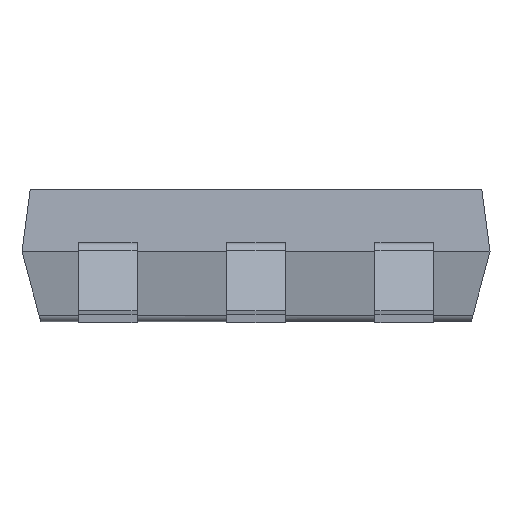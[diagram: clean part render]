
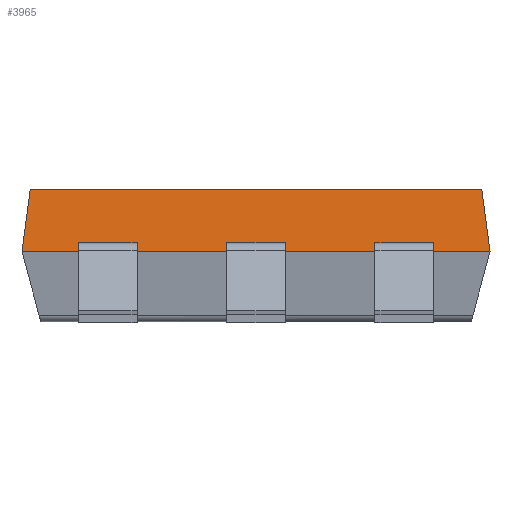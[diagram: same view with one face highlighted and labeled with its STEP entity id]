
A CAD part, front view. The second image highlights one B-rep face of the part: STEP entity #3965.
In plain terms, the highlighted planar face has unit normal (0, -0.996, 0.087).
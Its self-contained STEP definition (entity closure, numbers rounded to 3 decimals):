
#983 = VERTEX_POINT('',#984);
#984 = CARTESIAN_POINT('',(-1.447,-0.778,0.899));
#992 = EDGE_CURVE('',#993,#983,#995,.T.);
#993 = VERTEX_POINT('',#994);
#994 = CARTESIAN_POINT('',(1.447,-0.778,0.899));
#995 = LINE('',#996,#997);
#996 = CARTESIAN_POINT('',(-1.5,-0.778,0.899));
#997 = VECTOR('',#998,1.);
#998 = DIRECTION('',(-1.,0.,0.));
#3945 = EDGE_CURVE('',#983,#3946,#3948,.T.);
#3946 = VERTEX_POINT('',#3947);
#3947 = CARTESIAN_POINT('',(-1.5,-0.813,0.499));
#3948 = LINE('',#3949,#3950);
#3949 = CARTESIAN_POINT('',(-1.447,-0.778,0.899));
#3950 = VECTOR('',#3951,1.);
#3951 = DIRECTION('',(-0.13,-0.086,
    -0.988));
#3965 = ADVANCED_FACE('',(#3966),#4080,.F.);
#3966 = FACE_BOUND('',#3967,.T.);
#3967 = EDGE_LOOP('',(#3968,#3978,#3986,#3994,#4002,#4010,#4018,#4026,
    #4034,#4042,#4050,#4058,#4064,#4065,#4066,#4074));
#3968 = ORIENTED_EDGE('',*,*,#3969,.F.);
#3969 = EDGE_CURVE('',#3970,#3972,#3974,.T.);
#3970 = VERTEX_POINT('',#3971);
#3971 = CARTESIAN_POINT('',(-0.762,-0.808,0.554));
#3972 = VERTEX_POINT('',#3973);
#3973 = CARTESIAN_POINT('',(-1.137,-0.808,0.554));
#3974 = LINE('',#3975,#3976);
#3975 = CARTESIAN_POINT('',(-1.5,-0.808,0.554));
#3976 = VECTOR('',#3977,1.);
#3977 = DIRECTION('',(-1.,0.,0.));
#3978 = ORIENTED_EDGE('',*,*,#3979,.F.);
#3979 = EDGE_CURVE('',#3980,#3970,#3982,.T.);
#3980 = VERTEX_POINT('',#3981);
#3981 = CARTESIAN_POINT('',(-0.762,-0.813,0.499));
#3982 = LINE('',#3983,#3984);
#3983 = CARTESIAN_POINT('',(-0.762,-0.813,0.499));
#3984 = VECTOR('',#3985,1.);
#3985 = DIRECTION('',(0.,0.087,
    0.996));
#3986 = ORIENTED_EDGE('',*,*,#3987,.T.);
#3987 = EDGE_CURVE('',#3980,#3988,#3990,.T.);
#3988 = VERTEX_POINT('',#3989);
#3989 = CARTESIAN_POINT('',(-0.187,-0.813,0.499));
#3990 = LINE('',#3991,#3992);
#3991 = CARTESIAN_POINT('',(-1.5,-0.813,0.499));
#3992 = VECTOR('',#3993,1.);
#3993 = DIRECTION('',(1.,0.,0.));
#3994 = ORIENTED_EDGE('',*,*,#3995,.F.);
#3995 = EDGE_CURVE('',#3996,#3988,#3998,.T.);
#3996 = VERTEX_POINT('',#3997);
#3997 = CARTESIAN_POINT('',(-0.187,-0.808,0.554));
#3998 = LINE('',#3999,#4000);
#3999 = CARTESIAN_POINT('',(-0.187,-0.813,0.499));
#4000 = VECTOR('',#4001,1.);
#4001 = DIRECTION('',(0.,-0.087,
    -0.996));
#4002 = ORIENTED_EDGE('',*,*,#4003,.F.);
#4003 = EDGE_CURVE('',#4004,#3996,#4006,.T.);
#4004 = VERTEX_POINT('',#4005);
#4005 = CARTESIAN_POINT('',(0.188,-0.808,0.554));
#4006 = LINE('',#4007,#4008);
#4007 = CARTESIAN_POINT('',(-1.5,-0.808,0.554));
#4008 = VECTOR('',#4009,1.);
#4009 = DIRECTION('',(-1.,0.,0.));
#4010 = ORIENTED_EDGE('',*,*,#4011,.F.);
#4011 = EDGE_CURVE('',#4012,#4004,#4014,.T.);
#4012 = VERTEX_POINT('',#4013);
#4013 = CARTESIAN_POINT('',(0.188,-0.813,0.499));
#4014 = LINE('',#4015,#4016);
#4015 = CARTESIAN_POINT('',(0.188,-0.813,0.499));
#4016 = VECTOR('',#4017,1.);
#4017 = DIRECTION('',(0.,0.087,
    0.996));
#4018 = ORIENTED_EDGE('',*,*,#4019,.T.);
#4019 = EDGE_CURVE('',#4012,#4020,#4022,.T.);
#4020 = VERTEX_POINT('',#4021);
#4021 = CARTESIAN_POINT('',(0.763,-0.813,0.499));
#4022 = LINE('',#4023,#4024);
#4023 = CARTESIAN_POINT('',(-1.5,-0.813,0.499));
#4024 = VECTOR('',#4025,1.);
#4025 = DIRECTION('',(1.,0.,0.));
#4026 = ORIENTED_EDGE('',*,*,#4027,.F.);
#4027 = EDGE_CURVE('',#4028,#4020,#4030,.T.);
#4028 = VERTEX_POINT('',#4029);
#4029 = CARTESIAN_POINT('',(0.763,-0.808,0.554));
#4030 = LINE('',#4031,#4032);
#4031 = CARTESIAN_POINT('',(0.763,-0.813,0.499));
#4032 = VECTOR('',#4033,1.);
#4033 = DIRECTION('',(0.,-0.087,
    -0.996));
#4034 = ORIENTED_EDGE('',*,*,#4035,.F.);
#4035 = EDGE_CURVE('',#4036,#4028,#4038,.T.);
#4036 = VERTEX_POINT('',#4037);
#4037 = CARTESIAN_POINT('',(1.138,-0.808,0.554));
#4038 = LINE('',#4039,#4040);
#4039 = CARTESIAN_POINT('',(-1.5,-0.808,0.554));
#4040 = VECTOR('',#4041,1.);
#4041 = DIRECTION('',(-1.,0.,0.));
#4042 = ORIENTED_EDGE('',*,*,#4043,.F.);
#4043 = EDGE_CURVE('',#4044,#4036,#4046,.T.);
#4044 = VERTEX_POINT('',#4045);
#4045 = CARTESIAN_POINT('',(1.138,-0.813,0.499));
#4046 = LINE('',#4047,#4048);
#4047 = CARTESIAN_POINT('',(1.138,-0.813,0.499));
#4048 = VECTOR('',#4049,1.);
#4049 = DIRECTION('',(0.,0.087,
    0.996));
#4050 = ORIENTED_EDGE('',*,*,#4051,.T.);
#4051 = EDGE_CURVE('',#4044,#4052,#4054,.T.);
#4052 = VERTEX_POINT('',#4053);
#4053 = CARTESIAN_POINT('',(1.5,-0.813,0.499));
#4054 = LINE('',#4055,#4056);
#4055 = CARTESIAN_POINT('',(-1.5,-0.813,0.499));
#4056 = VECTOR('',#4057,1.);
#4057 = DIRECTION('',(1.,0.,0.));
#4058 = ORIENTED_EDGE('',*,*,#4059,.F.);
#4059 = EDGE_CURVE('',#993,#4052,#4060,.T.);
#4060 = LINE('',#4061,#4062);
#4061 = CARTESIAN_POINT('',(1.447,-0.778,0.899));
#4062 = VECTOR('',#4063,1.);
#4063 = DIRECTION('',(0.13,-0.086,-0.988
    ));
#4064 = ORIENTED_EDGE('',*,*,#992,.T.);
#4065 = ORIENTED_EDGE('',*,*,#3945,.T.);
#4066 = ORIENTED_EDGE('',*,*,#4067,.T.);
#4067 = EDGE_CURVE('',#3946,#4068,#4070,.T.);
#4068 = VERTEX_POINT('',#4069);
#4069 = CARTESIAN_POINT('',(-1.137,-0.813,0.499));
#4070 = LINE('',#4071,#4072);
#4071 = CARTESIAN_POINT('',(-1.5,-0.813,0.499));
#4072 = VECTOR('',#4073,1.);
#4073 = DIRECTION('',(1.,0.,0.));
#4074 = ORIENTED_EDGE('',*,*,#4075,.F.);
#4075 = EDGE_CURVE('',#3972,#4068,#4076,.T.);
#4076 = LINE('',#4077,#4078);
#4077 = CARTESIAN_POINT('',(-1.137,-0.813,0.499));
#4078 = VECTOR('',#4079,1.);
#4079 = DIRECTION('',(0.,-0.087,
    -0.996));
#4080 = PLANE('',#4081);
#4081 = AXIS2_PLACEMENT_3D('',#4082,#4083,#4084);
#4082 = CARTESIAN_POINT('',(-1.5,-0.813,0.499));
#4083 = DIRECTION('',(0.,0.996,
    -0.087));
#4084 = DIRECTION('',(0.,-0.087,
    -0.996));
